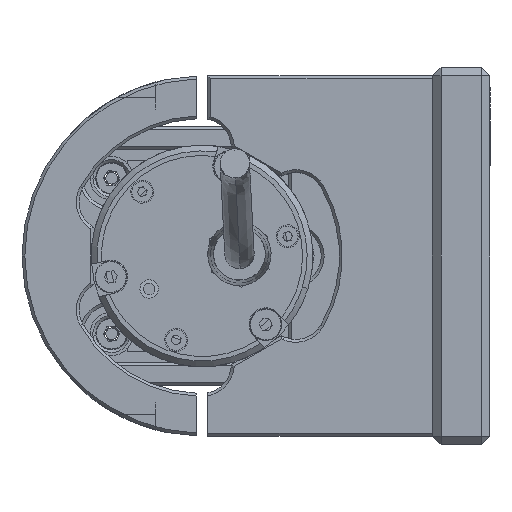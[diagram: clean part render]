
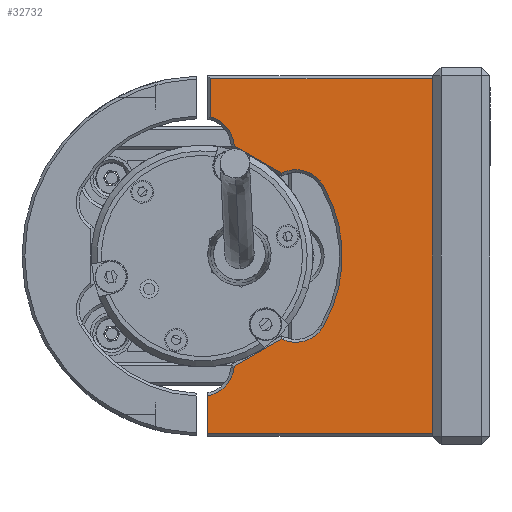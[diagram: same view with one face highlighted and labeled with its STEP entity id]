
A CAD part, left-side view. The second image highlights one B-rep face of the part: STEP entity #32732.
In plain terms, the highlighted planar face has unit normal (-1, 0, 0).
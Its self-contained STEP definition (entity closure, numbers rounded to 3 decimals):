
#16 = LINE ( 'NONE', #7965, #19070 ) ;
#134 = LINE ( 'NONE', #3898, #29364 ) ;
#269 = DIRECTION ( 'NONE',  ( 0., 0., 1. ) ) ;
#538 = ORIENTED_EDGE ( 'NONE', *, *, #32989, .F. ) ;
#698 = CARTESIAN_POINT ( 'NONE',  ( -113.5, -40., 31.263 ) ) ;
#818 = CARTESIAN_POINT ( 'NONE',  ( -113.5, -1., -24.271 ) ) ;
#840 = VECTOR ( 'NONE', #8586, 1000. ) ;
#921 = EDGE_CURVE ( 'NONE', #3844, #3646, #7858, .T. ) ;
#1293 = VECTOR ( 'NONE', #18600, 1000. ) ;
#1482 = EDGE_LOOP ( 'NONE', ( #14629, #29294, #3512, #15606, #31674, #16169, #18624, #27433, #26196, #22994, #13912, #21879, #12651, #15899, #538, #20833, #6105 ) ) ;
#2023 = VERTEX_POINT ( 'NONE', #33283 ) ;
#2439 = CARTESIAN_POINT ( 'NONE',  ( -113.5, -5.553, -19.329 ) ) ;
#2767 = CARTESIAN_POINT ( 'NONE',  ( -113.5, -13.963, 14.473 ) ) ;
#2775 = EDGE_CURVE ( 'NONE', #8717, #16359, #33789, .T. ) ;
#3188 = DIRECTION ( 'NONE',  ( 0., -1., 0. ) ) ;
#3196 = CIRCLE ( 'NONE', #23903, 5.5 ) ;
#3359 = AXIS2_PLACEMENT_3D ( 'NONE', #24449, #7442, #27256 ) ;
#3512 = ORIENTED_EDGE ( 'NONE', *, *, #35646, .F. ) ;
#3646 = VERTEX_POINT ( 'NONE', #2767 ) ;
#3844 = VERTEX_POINT ( 'NONE', #33251 ) ;
#3890 = CARTESIAN_POINT ( 'NONE',  ( -113.5, -13.963, 14.473 ) ) ;
#3898 = CARTESIAN_POINT ( 'NONE',  ( -113.5, -1., -23.763 ) ) ;
#3968 = VERTEX_POINT ( 'NONE', #36588 ) ;
#4046 = EDGE_CURVE ( 'NONE', #2023, #6748, #4388, .T. ) ;
#4117 = CARTESIAN_POINT ( 'NONE',  ( -113.5, -13.78, -14.388 ) ) ;
#4388 = LINE ( 'NONE', #14408, #33651 ) ;
#4738 = CARTESIAN_POINT ( 'NONE',  ( -113.5, -5.553, -19.329 ) ) ;
#5243 = VERTEX_POINT ( 'NONE', #33062 ) ;
#5705 = VECTOR ( 'NONE', #6761, 1000. ) ;
#5820 = CARTESIAN_POINT ( 'NONE',  ( -113.5, -21.04, 12.257 ) ) ;
#6105 = ORIENTED_EDGE ( 'NONE', *, *, #4046, .F. ) ;
#6748 = VERTEX_POINT ( 'NONE', #22879 ) ;
#6761 = DIRECTION ( 'NONE',  ( 0., 0.906, -0.423 ) ) ;
#6876 = CARTESIAN_POINT ( 'NONE',  ( -113.5, -1.5, 30.763 ) ) ;
#7180 = VECTOR ( 'NONE', #27957, 1000. ) ;
#7346 = CARTESIAN_POINT ( 'NONE',  ( -113.5, -5.57, -19.127 ) ) ;
#7442 = DIRECTION ( 'NONE',  ( -1., 0., 0. ) ) ;
#7858 = CIRCLE ( 'NONE', #3359, 5.5 ) ;
#7965 = CARTESIAN_POINT ( 'NONE',  ( -113.5, -13.78, -14.388 ) ) ;
#8084 = VERTEX_POINT ( 'NONE', #5820 ) ;
#8124 = DIRECTION ( 'NONE',  ( 0., -0.087, 0.996 ) ) ;
#8155 = CARTESIAN_POINT ( 'NONE',  ( -113.5, -13.78, 14.388 ) ) ;
#8388 = CARTESIAN_POINT ( 'NONE',  ( -113.5, -40., 30.763 ) ) ;
#8586 = DIRECTION ( 'NONE',  ( 0., 0., 1. ) ) ;
#8688 = CARTESIAN_POINT ( 'NONE',  ( -113.5, -5.553, 19.329 ) ) ;
#8717 = VERTEX_POINT ( 'NONE', #28500 ) ;
#9025 = CARTESIAN_POINT ( 'NONE',  ( -113.5, -0.074, -18.85 ) ) ;
#9409 = CIRCLE ( 'NONE', #13570, 5.5 ) ;
#9724 = LINE ( 'NONE', #12893, #1293 ) ;
#10067 = VERTEX_POINT ( 'NONE', #34210 ) ;
#10957 = EDGE_CURVE ( 'NONE', #6748, #20932, #134, .T. ) ;
#11871 = DIRECTION ( 'NONE',  ( 0., 0., 1. ) ) ;
#12564 = AXIS2_PLACEMENT_3D ( 'NONE', #15073, #34912, #17939 ) ;
#12651 = ORIENTED_EDGE ( 'NONE', *, *, #32004, .F. ) ;
#12672 = CARTESIAN_POINT ( 'NONE',  ( -113.5, -13.963, -14.473 ) ) ;
#12685 = AXIS2_PLACEMENT_3D ( 'NONE', #34219, #17240, #269 ) ;
#12893 = CARTESIAN_POINT ( 'NONE',  ( -113.5, -5.57, 19.127 ) ) ;
#12955 = CARTESIAN_POINT ( 'NONE',  ( -113.5, -0.074, 18.85 ) ) ;
#13062 = DIRECTION ( 'NONE',  ( 0., -0.866, 0.5 ) ) ;
#13232 = LINE ( 'NONE', #3890, #5705 ) ;
#13570 = AXIS2_PLACEMENT_3D ( 'NONE', #12955, #32776, #15775 ) ;
#13912 = ORIENTED_EDGE ( 'NONE', *, *, #32337, .F. ) ;
#13983 = DIRECTION ( 'NONE',  ( 1., 0., 0. ) ) ;
#14026 = DIRECTION ( 'NONE',  ( -1., 0., 0. ) ) ;
#14408 = CARTESIAN_POINT ( 'NONE',  ( -113.5, -16.288, -30.763 ) ) ;
#14629 = ORIENTED_EDGE ( 'NONE', *, *, #20903, .F. ) ;
#14736 = FACE_OUTER_BOUND ( 'NONE', #1482, .T. ) ;
#14877 = CIRCLE ( 'NONE', #28618, 5.5 ) ;
#15073 = CARTESIAN_POINT ( 'NONE',  ( -113.5, 0., 0. ) ) ;
#15606 = ORIENTED_EDGE ( 'NONE', *, *, #30343, .F. ) ;
#15775 = DIRECTION ( 'NONE',  ( 0., 0., 1. ) ) ;
#15899 = ORIENTED_EDGE ( 'NONE', *, *, #18401, .F. ) ;
#16097 = EDGE_CURVE ( 'NONE', #3968, #8084, #32726, .T. ) ;
#16169 = ORIENTED_EDGE ( 'NONE', *, *, #2775, .F. ) ;
#16359 = VERTEX_POINT ( 'NONE', #32909 ) ;
#16897 = VERTEX_POINT ( 'NONE', #4738 ) ;
#17007 = CIRCLE ( 'NONE', #12685, 5.5 ) ;
#17091 = EDGE_CURVE ( 'NONE', #8084, #3844, #14877, .T. ) ;
#17240 = DIRECTION ( 'NONE',  ( -1., 0., 0. ) ) ;
#17939 = DIRECTION ( 'NONE',  ( 0., 0., 1. ) ) ;
#18401 = EDGE_CURVE ( 'NONE', #16897, #5243, #29550, .T. ) ;
#18600 = DIRECTION ( 'NONE',  ( 0., 0.087, 0.996 ) ) ;
#18624 = ORIENTED_EDGE ( 'NONE', *, *, #22691, .F. ) ;
#18963 = VERTEX_POINT ( 'NONE', #8688 ) ;
#19070 = VECTOR ( 'NONE', #30622, 1000. ) ;
#19876 = CARTESIAN_POINT ( 'NONE',  ( -113.5, -1.5, -9.489 ) ) ;
#20162 = CARTESIAN_POINT ( 'NONE',  ( -113.5, -16.288, 30.763 ) ) ;
#20219 = VERTEX_POINT ( 'NONE', #4117 ) ;
#20442 = LINE ( 'NONE', #698, #27054 ) ;
#20833 = ORIENTED_EDGE ( 'NONE', *, *, #10957, .F. ) ;
#20903 = EDGE_CURVE ( 'NONE', #22432, #2023, #20442, .T. ) ;
#20932 = VERTEX_POINT ( 'NONE', #818 ) ;
#21155 = VECTOR ( 'NONE', #8124, 1000. ) ;
#21879 = ORIENTED_EDGE ( 'NONE', *, *, #33677, .F. ) ;
#22432 = VERTEX_POINT ( 'NONE', #8388 ) ;
#22537 = EDGE_CURVE ( 'NONE', #22726, #22432, #36313, .T. ) ;
#22691 = EDGE_CURVE ( 'NONE', #3646, #8717, #13232, .T. ) ;
#22726 = VERTEX_POINT ( 'NONE', #6876 ) ;
#22879 = CARTESIAN_POINT ( 'NONE',  ( -113.5, -1., -30.763 ) ) ;
#22994 = ORIENTED_EDGE ( 'NONE', *, *, #16097, .F. ) ;
#23272 = DIRECTION ( 'NONE',  ( 0., 0., -1. ) ) ;
#23283 = LINE ( 'NONE', #7346, #29882 ) ;
#23475 = LINE ( 'NONE', #19876, #840 ) ;
#23903 = AXIS2_PLACEMENT_3D ( 'NONE', #9025, #28836, #11871 ) ;
#24449 = CARTESIAN_POINT ( 'NONE',  ( -113.5, -16.288, 9.489 ) ) ;
#25671 = VERTEX_POINT ( 'NONE', #12672 ) ;
#26196 = ORIENTED_EDGE ( 'NONE', *, *, #17091, .F. ) ;
#27054 = VECTOR ( 'NONE', #23272, 1000. ) ;
#27256 = DIRECTION ( 'NONE',  ( 0., 0., 1. ) ) ;
#27433 = ORIENTED_EDGE ( 'NONE', *, *, #921, .F. ) ;
#27957 = DIRECTION ( 'NONE',  ( 0., 0.866, 0.5 ) ) ;
#28305 = EDGE_CURVE ( 'NONE', #16359, #18963, #9724, .T. ) ;
#28500 = CARTESIAN_POINT ( 'NONE',  ( -113.5, -13.78, 14.388 ) ) ;
#28618 = AXIS2_PLACEMENT_3D ( 'NONE', #30974, #14026, #33854 ) ;
#28836 = DIRECTION ( 'NONE',  ( -1., 0., 0. ) ) ;
#29294 = ORIENTED_EDGE ( 'NONE', *, *, #22537, .F. ) ;
#29364 = VECTOR ( 'NONE', #29766, 1000. ) ;
#29550 = LINE ( 'NONE', #2439, #21155 ) ;
#29766 = DIRECTION ( 'NONE',  ( 0., 0., 1. ) ) ;
#29882 = VECTOR ( 'NONE', #13062, 1000. ) ;
#30343 = EDGE_CURVE ( 'NONE', #18963, #10067, #9409, .T. ) ;
#30622 = DIRECTION ( 'NONE',  ( 0., -0.906, -0.423 ) ) ;
#30934 = CARTESIAN_POINT ( 'NONE',  ( -113.5, -16.288, -9.489 ) ) ;
#30974 = CARTESIAN_POINT ( 'NONE',  ( -113.5, -16.288, 9.489 ) ) ;
#31360 = DIRECTION ( 'NONE',  ( 0., 1., 0. ) ) ;
#31674 = ORIENTED_EDGE ( 'NONE', *, *, #28305, .F. ) ;
#32004 = EDGE_CURVE ( 'NONE', #5243, #20219, #23283, .T. ) ;
#32181 = AXIS2_PLACEMENT_3D ( 'NONE', #30934, #13983, #33820 ) ;
#32337 = EDGE_CURVE ( 'NONE', #25671, #3968, #17007, .T. ) ;
#32726 = CIRCLE ( 'NONE', #12564, 24.35 ) ;
#32732 = ADVANCED_FACE ( 'NONE', ( #14736 ), #33562, .F. ) ;
#32776 = DIRECTION ( 'NONE',  ( -1., 0., 0. ) ) ;
#32909 = CARTESIAN_POINT ( 'NONE',  ( -113.5, -5.57, 19.127 ) ) ;
#32989 = EDGE_CURVE ( 'NONE', #20932, #16897, #3196, .T. ) ;
#33062 = CARTESIAN_POINT ( 'NONE',  ( -113.5, -5.57, -19.127 ) ) ;
#33251 = CARTESIAN_POINT ( 'NONE',  ( -113.5, -16.288, 14.989 ) ) ;
#33283 = CARTESIAN_POINT ( 'NONE',  ( -113.5, -40., -30.763 ) ) ;
#33562 = PLANE ( 'NONE',  #32181 ) ;
#33651 = VECTOR ( 'NONE', #31360, 1000. ) ;
#33677 = EDGE_CURVE ( 'NONE', #20219, #25671, #16, .T. ) ;
#33789 = LINE ( 'NONE', #8155, #7180 ) ;
#33820 = DIRECTION ( 'NONE',  ( 0., 1., 0. ) ) ;
#33854 = DIRECTION ( 'NONE',  ( 0., 0., 1. ) ) ;
#34210 = CARTESIAN_POINT ( 'NONE',  ( -113.5, -1.5, 24.162 ) ) ;
#34219 = CARTESIAN_POINT ( 'NONE',  ( -113.5, -16.288, -9.489 ) ) ;
#34912 = DIRECTION ( 'NONE',  ( -1., 0., 0. ) ) ;
#35412 = VECTOR ( 'NONE', #3188, 1000. ) ;
#35646 = EDGE_CURVE ( 'NONE', #10067, #22726, #23475, .T. ) ;
#36313 = LINE ( 'NONE', #20162, #35412 ) ;
#36588 = CARTESIAN_POINT ( 'NONE',  ( -113.5, -21.04, -12.257 ) ) ;
